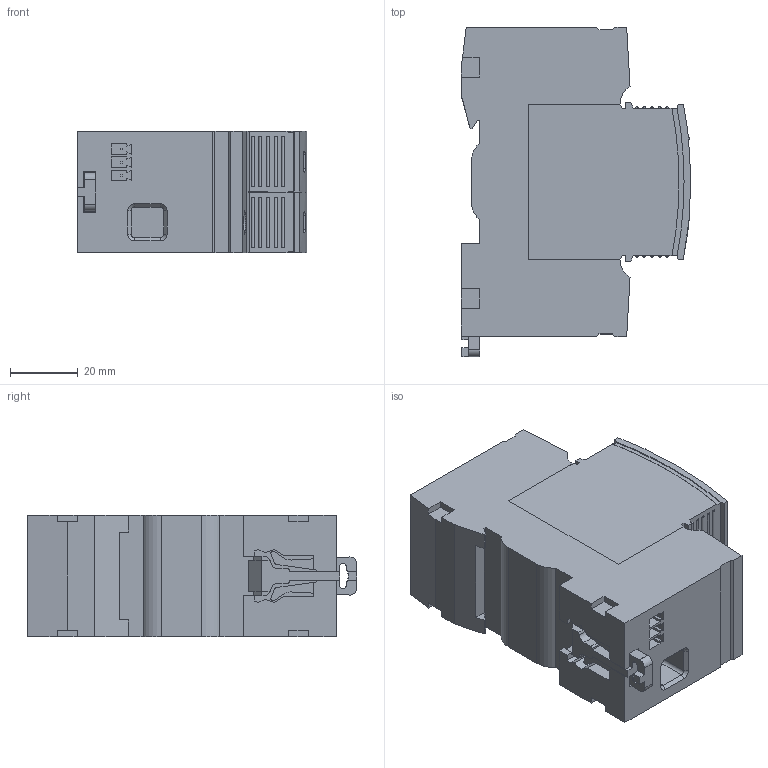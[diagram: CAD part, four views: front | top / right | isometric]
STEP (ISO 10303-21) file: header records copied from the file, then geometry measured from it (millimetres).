
FILE_DESCRIPTION (( 'STEP AP203' ), '1' );
FILE_NAME ('opv-b(c-d)2.ÃÌ Îãðàíè÷èòåëü èìïóëüñíûõ íàïðÿæåíèé ñ ñèãíàëèçàöèåé EKF PROxima.STEP', '2024-07-05T11:58:00', ( '' ), ( '' ), 'SwSTEP 2.0', 'SolidWorks 2021', '' );
FILE_SCHEMA (( 'CONFIG_CONTROL_DESIGN' ));
Length unit declared in the file: millimetre
Products named in the file (4): Êîëîäêà 2P íà din-ðåéêó_00; opv-d(c, b)-module In-5(20, 30)kA 275(440)Â.ÃÌ Ñìåííûé ìîäóëü ñ ñèãíàëèçàöèåé EKF_00; ﾟ鍄鸚00; opv-b(c-d)2.ÃÌ Îãðàíè÷èòåëü èìïóëüñíûõ íàïðÿæåíèé ñ ñèãíàëèçàöèåé EKF PROxima
Assembly tree (4 placements, depth 2):
  opv-b(c-d)2.ÃÌ Îãðàíè÷èòåëü èìïóëüñíûõ íàïðÿæåíèé ñ ñèãíàëèçàöèåé EKF PROxima
    Êîëîäêà 2P íà din-ðåéêó_00
    ﾟ鍄鸚00
    opv-d(c, b)-module In-5(20, 30)kA 275(440)Â.ÃÌ Ñìåííûé ìîäóëü ñ ñèãíàëèçàöèåé EKF_00  x2
Bounding box: 68 x 97.5 x 36 mm (x, y, z)
Volume: 178018.8 mm3; surface area: 40385 mm2
Topology: 4 solids, 4 shells, 640 faces, 1665 edges, 1089 vertices
Faces by surface type: plane 495, cylinder 115, cone 12, torus 10, bspline 8
Entity records: 17175 total; most frequent: CARTESIAN_POINT 3541, ORIENTED_EDGE 2808, DIRECTION 2609, EDGE_CURVE 1404, VECTOR 1111, LINE 1111, VERTEX_POINT 919, AXIS2_PLACEMENT_3D 749
